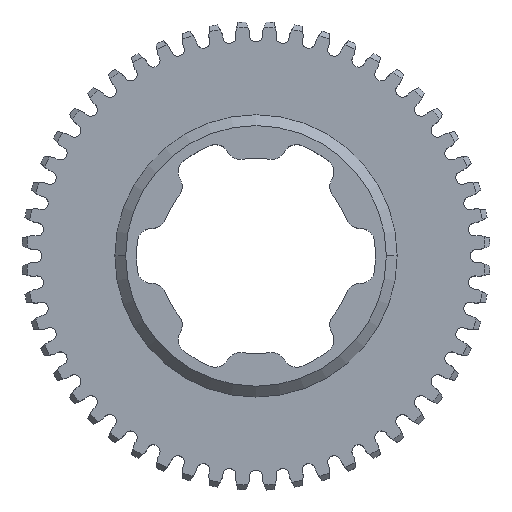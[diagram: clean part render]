
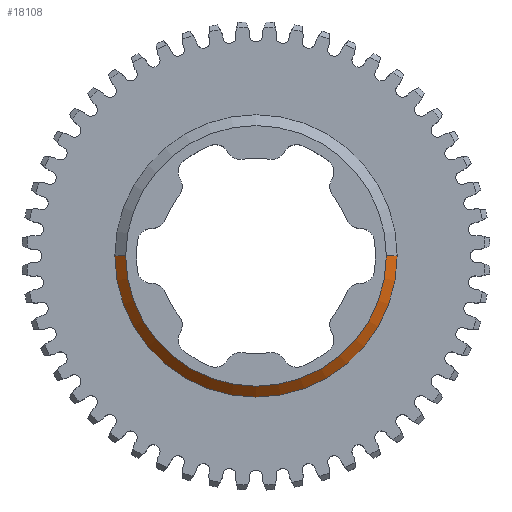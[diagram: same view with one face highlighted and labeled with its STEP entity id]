
A CAD part, top view. The second image highlights one B-rep face of the part: STEP entity #18108.
In plain terms, the highlighted conical face has half-angle 45 degrees and reference radius 20.637 mm.
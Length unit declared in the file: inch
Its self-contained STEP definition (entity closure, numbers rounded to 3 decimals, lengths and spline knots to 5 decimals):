
#14 = DIRECTION ( 'NONE',  ( -1., 0., 0. ) ) ;
#162 = VERTEX_POINT ( 'NONE', #26137 ) ;
#163 = CIRCLE ( 'NONE', #19873, 0.75 ) ;
#1406 = ORIENTED_EDGE ( 'NONE', *, *, #2512, .T. ) ;
#1407 = EDGE_CURVE ( 'NONE', #22211, #162, #163, .T. ) ;
#2005 = CIRCLE ( 'NONE', #11479, 0.8125 ) ;
#2054 = DIRECTION ( 'NONE',  ( 0.707, 0., -0.707 ) ) ;
#2512 = EDGE_CURVE ( 'NONE', #162, #21371, #7822, .T. ) ;
#3782 = ORIENTED_EDGE ( 'NONE', *, *, #13523, .F. ) ;
#4573 = ORIENTED_EDGE ( 'NONE', *, *, #1407, .T. ) ;
#5656 = CARTESIAN_POINT ( 'NONE',  ( -0.8125, 0., 0.1875 ) ) ;
#6214 = CARTESIAN_POINT ( 'NONE',  ( 0.8125, 0., 0.1875 ) ) ;
#7822 = LINE ( 'NONE', #5656, #17333 ) ;
#8958 = DIRECTION ( 'NONE',  ( 0., 0., -1. ) ) ;
#9253 = VECTOR ( 'NONE', #2054, 39.37008 ) ;
#9618 = ORIENTED_EDGE ( 'NONE', *, *, #17995, .F. ) ;
#9782 = VERTEX_POINT ( 'NONE', #6214 ) ;
#10156 = LINE ( 'NONE', #20502, #9253 ) ;
#10181 = DIRECTION ( 'NONE',  ( 0., 0., -1. ) ) ;
#10626 = AXIS2_PLACEMENT_3D ( 'NONE', #24812, #8958, #17156 ) ;
#11479 = AXIS2_PLACEMENT_3D ( 'NONE', #24282, #10181, #12204 ) ;
#11671 = CARTESIAN_POINT ( 'NONE',  ( -0.8125, 0., 0.1875 ) ) ;
#12204 = DIRECTION ( 'NONE',  ( 1., 0., 0. ) ) ;
#12688 = CARTESIAN_POINT ( 'NONE',  ( 0., 0., 0.25 ) ) ;
#13523 = EDGE_CURVE ( 'NONE', #22211, #9782, #10156, .T. ) ;
#17156 = DIRECTION ( 'NONE',  ( -1., 0., 0. ) ) ;
#17333 = VECTOR ( 'NONE', #24329, 39.37008 ) ;
#17899 = CONICAL_SURFACE ( 'NONE', #10626, 0.8125, 0.785 ) ;
#17995 = EDGE_CURVE ( 'NONE', #9782, #21371, #2005, .T. ) ;
#18108 = ADVANCED_FACE ( 'NONE', ( #18781 ), #17899, .T. ) ;
#18781 = FACE_OUTER_BOUND ( 'NONE', #24721, .T. ) ;
#19873 = AXIS2_PLACEMENT_3D ( 'NONE', #12688, #20870, #14 ) ;
#20502 = CARTESIAN_POINT ( 'NONE',  ( 0.8125, 0., 0.1875 ) ) ;
#20870 = DIRECTION ( 'NONE',  ( 0., 0., -1. ) ) ;
#21371 = VERTEX_POINT ( 'NONE', #11671 ) ;
#22211 = VERTEX_POINT ( 'NONE', #23904 ) ;
#23904 = CARTESIAN_POINT ( 'NONE',  ( 0.75, 0., 0.25 ) ) ;
#24282 = CARTESIAN_POINT ( 'NONE',  ( 0., 0., 0.1875 ) ) ;
#24329 = DIRECTION ( 'NONE',  ( -0.707, 0., -0.707 ) ) ;
#24721 = EDGE_LOOP ( 'NONE', ( #3782, #4573, #1406, #9618 ) ) ;
#24812 = CARTESIAN_POINT ( 'NONE',  ( 0., 0., 0.1875 ) ) ;
#26137 = CARTESIAN_POINT ( 'NONE',  ( -0.75, 0., 0.25 ) ) ;
